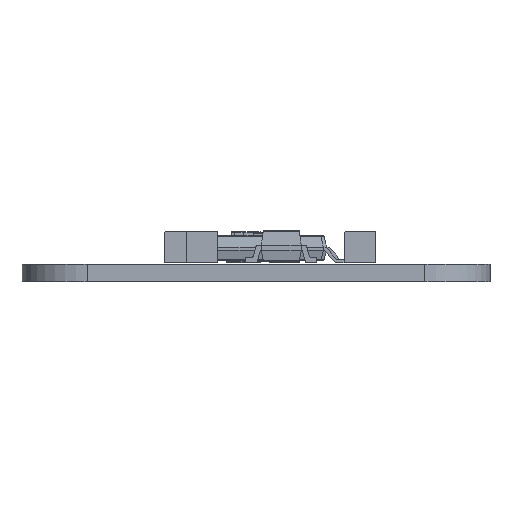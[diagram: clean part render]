
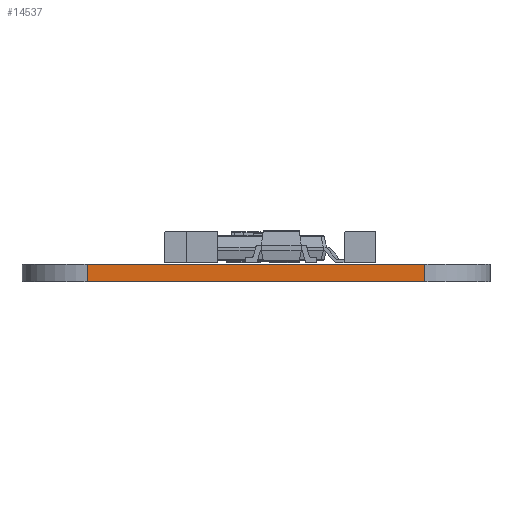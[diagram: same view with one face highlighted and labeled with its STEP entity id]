
A CAD part, front view. The second image highlights one B-rep face of the part: STEP entity #14537.
In plain terms, the highlighted planar face has unit normal (0, -1, 0).
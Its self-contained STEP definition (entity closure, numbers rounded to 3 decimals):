
#13509 = VERTEX_POINT('',#13510);
#13510 = CARTESIAN_POINT('',(0.836,-50.874,0.));
#13517 = EDGE_CURVE('',#13518,#13509,#13520,.T.);
#13518 = VERTEX_POINT('',#13519);
#13519 = CARTESIAN_POINT('',(14.404,-50.874,0.));
#13520 = LINE('',#13521,#13522);
#13521 = CARTESIAN_POINT('',(14.404,-50.874,0.));
#13522 = VECTOR('',#13523,1.);
#13523 = DIRECTION('',(-1.,0.,0.));
#14018 = VERTEX_POINT('',#14019);
#14019 = CARTESIAN_POINT('',(0.836,-50.874,0.7));
#14026 = EDGE_CURVE('',#14027,#14018,#14029,.T.);
#14027 = VERTEX_POINT('',#14028);
#14028 = CARTESIAN_POINT('',(14.404,-50.874,0.7));
#14029 = LINE('',#14030,#14031);
#14030 = CARTESIAN_POINT('',(14.404,-50.874,0.7));
#14031 = VECTOR('',#14032,1.);
#14032 = DIRECTION('',(-1.,0.,0.));
#14509 = EDGE_CURVE('',#13518,#14027,#14510,.T.);
#14510 = LINE('',#14511,#14512);
#14511 = CARTESIAN_POINT('',(14.404,-50.874,0.));
#14512 = VECTOR('',#14513,1.);
#14513 = DIRECTION('',(0.,0.,1.));
#14537 = ADVANCED_FACE('',(#14538),#14549,.T.);
#14538 = FACE_BOUND('',#14539,.T.);
#14539 = EDGE_LOOP('',(#14540,#14541,#14542,#14548));
#14540 = ORIENTED_EDGE('',*,*,#14509,.T.);
#14541 = ORIENTED_EDGE('',*,*,#14026,.T.);
#14542 = ORIENTED_EDGE('',*,*,#14543,.F.);
#14543 = EDGE_CURVE('',#13509,#14018,#14544,.T.);
#14544 = LINE('',#14545,#14546);
#14545 = CARTESIAN_POINT('',(0.836,-50.874,0.));
#14546 = VECTOR('',#14547,1.);
#14547 = DIRECTION('',(0.,0.,1.));
#14548 = ORIENTED_EDGE('',*,*,#13517,.F.);
#14549 = PLANE('',#14550);
#14550 = AXIS2_PLACEMENT_3D('',#14551,#14552,#14553);
#14551 = CARTESIAN_POINT('',(14.404,-50.874,0.));
#14552 = DIRECTION('',(0.,-1.,0.));
#14553 = DIRECTION('',(-1.,0.,0.));
